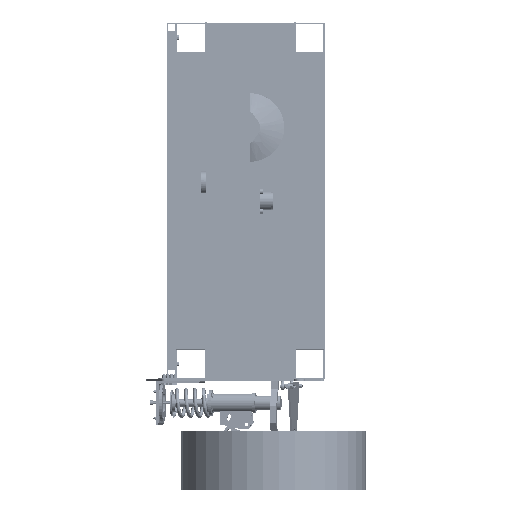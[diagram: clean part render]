
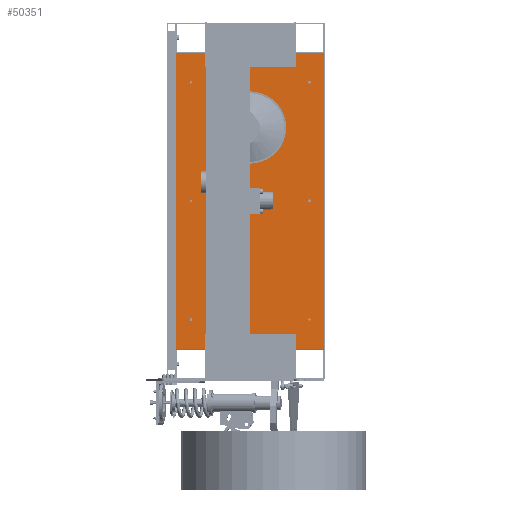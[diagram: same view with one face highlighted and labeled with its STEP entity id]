
A CAD part, left-side view. The second image highlights one B-rep face of the part: STEP entity #50351.
In plain terms, the highlighted face is planar.
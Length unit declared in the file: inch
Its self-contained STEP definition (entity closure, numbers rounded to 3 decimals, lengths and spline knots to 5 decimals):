
#2941=CIRCLE('',#53522,0.47625);
#2943=CIRCLE('',#53525,0.47625);
#2945=CIRCLE('',#53528,0.47625);
#2947=CIRCLE('',#53531,0.47625);
#2949=CIRCLE('',#53534,0.47625);
#2951=CIRCLE('',#53537,0.47625);
#2953=CIRCLE('',#53540,0.47625);
#2955=CIRCLE('',#53543,0.47625);
#2957=CIRCLE('',#53546,0.47625);
#2959=CIRCLE('',#53549,0.47625);
#18414=VERTEX_POINT('',#80523);
#18415=VERTEX_POINT('',#80524);
#18418=VERTEX_POINT('',#80532);
#18420=VERTEX_POINT('',#80538);
#18422=VERTEX_POINT('',#80544);
#18424=VERTEX_POINT('',#80550);
#18426=VERTEX_POINT('',#80556);
#18428=VERTEX_POINT('',#80562);
#18430=VERTEX_POINT('',#80568);
#18432=VERTEX_POINT('',#80574);
#18434=VERTEX_POINT('',#80580);
#18436=VERTEX_POINT('',#80586);
#18438=VERTEX_POINT('',#80595);
#18440=VERTEX_POINT('',#80600);
#18442=VERTEX_POINT('',#80605);
#18444=VERTEX_POINT('',#80610);
#18446=VERTEX_POINT('',#80615);
#18448=VERTEX_POINT('',#80620);
#18450=VERTEX_POINT('',#80625);
#18452=VERTEX_POINT('',#80630);
#18454=VERTEX_POINT('',#80635);
#18456=VERTEX_POINT('',#80640);
#21748=VECTOR('',#61922,1.);
#21752=VECTOR('',#61927,1.);
#21755=VECTOR('',#61931,1.);
#21758=VECTOR('',#61935,1.);
#21761=VECTOR('',#61939,1.);
#21764=VECTOR('',#61943,1.);
#21767=VECTOR('',#61947,1.);
#21770=VECTOR('',#61951,1.);
#21773=VECTOR('',#61955,1.);
#21776=VECTOR('',#61959,1.);
#21779=VECTOR('',#61963,1.);
#21782=VECTOR('',#61967,1.);
#25015=LINE('',#80522,#21748);
#25019=LINE('',#80531,#21752);
#25022=LINE('',#80537,#21755);
#25025=LINE('',#80543,#21758);
#25028=LINE('',#80549,#21761);
#25031=LINE('',#80555,#21764);
#25034=LINE('',#80561,#21767);
#25037=LINE('',#80567,#21770);
#25040=LINE('',#80573,#21773);
#25043=LINE('',#80579,#21776);
#25046=LINE('',#80585,#21779);
#25049=LINE('',#80591,#21782);
#30320=EDGE_CURVE('',#18414,#18415,#25015,.T.);
#30324=EDGE_CURVE('',#18415,#18418,#25019,.T.);
#30327=EDGE_CURVE('',#18418,#18420,#25022,.T.);
#30330=EDGE_CURVE('',#18420,#18422,#25025,.T.);
#30333=EDGE_CURVE('',#18422,#18424,#25028,.T.);
#30336=EDGE_CURVE('',#18424,#18426,#25031,.T.);
#30339=EDGE_CURVE('',#18426,#18428,#25034,.T.);
#30342=EDGE_CURVE('',#18428,#18430,#25037,.T.);
#30345=EDGE_CURVE('',#18430,#18432,#25040,.T.);
#30348=EDGE_CURVE('',#18432,#18434,#25043,.T.);
#30351=EDGE_CURVE('',#18434,#18436,#25046,.T.);
#30354=EDGE_CURVE('',#18436,#18414,#25049,.T.);
#30356=EDGE_CURVE('',#18438,#18438,#2941,.T.);
#30358=EDGE_CURVE('',#18440,#18440,#2943,.T.);
#30360=EDGE_CURVE('',#18442,#18442,#2945,.T.);
#30362=EDGE_CURVE('',#18444,#18444,#2947,.T.);
#30364=EDGE_CURVE('',#18446,#18446,#2949,.T.);
#30366=EDGE_CURVE('',#18448,#18448,#2951,.T.);
#30368=EDGE_CURVE('',#18450,#18450,#2953,.T.);
#30370=EDGE_CURVE('',#18452,#18452,#2955,.T.);
#30372=EDGE_CURVE('',#18454,#18454,#2957,.T.);
#30374=EDGE_CURVE('',#18456,#18456,#2959,.T.);
#40915=ORIENTED_EDGE('',*,*,#30374,.F.);
#40916=ORIENTED_EDGE('',*,*,#30372,.F.);
#40917=ORIENTED_EDGE('',*,*,#30370,.F.);
#40918=ORIENTED_EDGE('',*,*,#30368,.F.);
#40919=ORIENTED_EDGE('',*,*,#30366,.F.);
#40920=ORIENTED_EDGE('',*,*,#30364,.F.);
#40921=ORIENTED_EDGE('',*,*,#30362,.F.);
#40922=ORIENTED_EDGE('',*,*,#30360,.F.);
#40923=ORIENTED_EDGE('',*,*,#30358,.F.);
#40924=ORIENTED_EDGE('',*,*,#30356,.F.);
#40925=ORIENTED_EDGE('',*,*,#30320,.F.);
#40926=ORIENTED_EDGE('',*,*,#30354,.F.);
#40927=ORIENTED_EDGE('',*,*,#30351,.F.);
#40928=ORIENTED_EDGE('',*,*,#30348,.F.);
#40929=ORIENTED_EDGE('',*,*,#30345,.F.);
#40930=ORIENTED_EDGE('',*,*,#30342,.F.);
#40931=ORIENTED_EDGE('',*,*,#30339,.F.);
#40932=ORIENTED_EDGE('',*,*,#30336,.F.);
#40933=ORIENTED_EDGE('',*,*,#30333,.F.);
#40934=ORIENTED_EDGE('',*,*,#30330,.F.);
#40935=ORIENTED_EDGE('',*,*,#30327,.F.);
#40936=ORIENTED_EDGE('',*,*,#30324,.F.);
#44675=EDGE_LOOP('',(#40915));
#44676=EDGE_LOOP('',(#40916));
#44677=EDGE_LOOP('',(#40917));
#44678=EDGE_LOOP('',(#40918));
#44679=EDGE_LOOP('',(#40919));
#44680=EDGE_LOOP('',(#40920));
#44681=EDGE_LOOP('',(#40921));
#44682=EDGE_LOOP('',(#40922));
#44683=EDGE_LOOP('',(#40923));
#44684=EDGE_LOOP('',(#40924));
#44685=EDGE_LOOP('',(#40925,#40926,#40927,#40928,#40929,#40930,#40931,#40932,
#40933,#40934,#40935,#40936));
#47916=FACE_BOUND('',#44675,.T.);
#47917=FACE_BOUND('',#44676,.T.);
#47918=FACE_BOUND('',#44677,.T.);
#47919=FACE_BOUND('',#44678,.T.);
#47920=FACE_BOUND('',#44679,.T.);
#47921=FACE_BOUND('',#44680,.T.);
#47922=FACE_BOUND('',#44681,.T.);
#47923=FACE_BOUND('',#44682,.T.);
#47924=FACE_BOUND('',#44683,.T.);
#47925=FACE_BOUND('',#44684,.T.);
#47926=FACE_BOUND('',#44685,.T.);
#50351=ADVANCED_FACE('',(#47916,#47917,#47918,#47919,#47920,#47921,#47922,
#47923,#47924,#47925,#47926),#83166,.T.);
#53522=AXIS2_PLACEMENT_3D('',#80594,#61971,#61972);
#53525=AXIS2_PLACEMENT_3D('',#80599,#61977,#61978);
#53528=AXIS2_PLACEMENT_3D('',#80604,#61983,#61984);
#53531=AXIS2_PLACEMENT_3D('',#80609,#61989,#61990);
#53534=AXIS2_PLACEMENT_3D('',#80614,#61995,#61996);
#53537=AXIS2_PLACEMENT_3D('',#80619,#62001,#62002);
#53540=AXIS2_PLACEMENT_3D('',#80624,#62007,#62008);
#53543=AXIS2_PLACEMENT_3D('',#80629,#62013,#62014);
#53546=AXIS2_PLACEMENT_3D('',#80634,#62019,#62020);
#53549=AXIS2_PLACEMENT_3D('',#80639,#62025,#62026);
#53551=AXIS2_PLACEMENT_3D('',#80643,#62029,$);
#61922=DIRECTION('',(0.,0.,1.));
#61927=DIRECTION('',(0.,1.,0.));
#61931=DIRECTION('',(0.,0.,-1.));
#61935=DIRECTION('',(0.,1.,0.));
#61939=DIRECTION('',(0.,0.,-1.));
#61943=DIRECTION('',(0.,-1.,0.));
#61947=DIRECTION('',(0.,0.,-1.));
#61951=DIRECTION('',(0.,-1.,0.));
#61955=DIRECTION('',(0.,0.,1.));
#61959=DIRECTION('',(0.,-1.,0.));
#61963=DIRECTION('',(0.,0.,1.));
#61967=DIRECTION('',(0.,1.,0.));
#61971=DIRECTION('',(1.,0.,0.));
#61972=DIRECTION('',(0.,0.,-0.476));
#61977=DIRECTION('',(1.,0.,0.));
#61978=DIRECTION('',(0.,0.,-0.476));
#61983=DIRECTION('',(1.,0.,0.));
#61984=DIRECTION('',(0.,0.,-0.476));
#61989=DIRECTION('',(1.,0.,0.));
#61990=DIRECTION('',(0.,0.,-0.476));
#61995=DIRECTION('',(1.,0.,0.));
#61996=DIRECTION('',(0.,0.,-0.476));
#62001=DIRECTION('',(1.,0.,0.));
#62002=DIRECTION('',(0.,0.,-0.476));
#62007=DIRECTION('',(1.,0.,0.));
#62008=DIRECTION('',(0.,0.,-0.476));
#62013=DIRECTION('',(1.,0.,0.));
#62014=DIRECTION('',(0.,0.,-0.476));
#62019=DIRECTION('',(1.,0.,0.));
#62020=DIRECTION('',(0.,0.,-0.476));
#62025=DIRECTION('',(1.,0.,0.));
#62026=DIRECTION('',(0.,0.,-0.476));
#62029=DIRECTION('',(1.,0.,0.));
#80522=CARTESIAN_POINT('',(0.254,9.8425,0.));
#80523=CARTESIAN_POINT('',(0.254,9.8425,0.));
#80524=CARTESIAN_POINT('',(0.254,9.8425,9.8425));
#80531=CARTESIAN_POINT('',(0.254,9.8425,9.8425));
#80532=CARTESIAN_POINT('',(0.254,40.9575,9.8425));
#80537=CARTESIAN_POINT('',(0.254,40.9575,9.8425));
#80538=CARTESIAN_POINT('',(0.254,40.9575,0.));
#80543=CARTESIAN_POINT('',(0.254,40.9575,0.));
#80544=CARTESIAN_POINT('',(0.254,50.8,0.));
#80549=CARTESIAN_POINT('',(0.254,50.8,0.));
#80550=CARTESIAN_POINT('',(0.254,50.8,-102.235));
#80555=CARTESIAN_POINT('',(0.254,50.8,-102.235));
#80556=CARTESIAN_POINT('',(0.254,40.9575,-102.235));
#80561=CARTESIAN_POINT('',(0.254,40.9575,-102.235));
#80562=CARTESIAN_POINT('',(0.254,40.9575,-112.0775));
#80567=CARTESIAN_POINT('',(0.254,40.9575,-112.0775));
#80568=CARTESIAN_POINT('',(0.254,9.8425,-112.0775));
#80573=CARTESIAN_POINT('',(0.254,9.8425,-112.0775));
#80574=CARTESIAN_POINT('',(0.254,9.8425,-102.235));
#80579=CARTESIAN_POINT('',(0.254,9.8425,-102.235));
#80580=CARTESIAN_POINT('',(0.254,0.,-102.235));
#80585=CARTESIAN_POINT('',(0.254,0.,-102.235));
#80586=CARTESIAN_POINT('',(0.254,0.,0.));
#80591=CARTESIAN_POINT('',(0.254,0.,0.));
#80594=CARTESIAN_POINT('',(0.254,20.32,4.7625));
#80595=CARTESIAN_POINT('',(0.254,20.32,4.28625));
#80599=CARTESIAN_POINT('',(0.254,30.48,-106.9975));
#80600=CARTESIAN_POINT('',(0.254,30.48,-107.47375));
#80604=CARTESIAN_POINT('',(0.254,20.32,-106.9975));
#80605=CARTESIAN_POINT('',(0.254,20.32,-107.47375));
#80609=CARTESIAN_POINT('',(0.254,5.08,-91.7575));
#80610=CARTESIAN_POINT('',(0.254,5.08,-92.23375));
#80614=CARTESIAN_POINT('',(0.254,5.08,-51.1175));
#80615=CARTESIAN_POINT('',(0.254,5.08,-51.59375));
#80619=CARTESIAN_POINT('',(0.254,5.08,-10.4775));
#80620=CARTESIAN_POINT('',(0.254,5.08,-10.95375));
#80624=CARTESIAN_POINT('',(0.254,45.72,-10.4775));
#80625=CARTESIAN_POINT('',(0.254,45.72,-10.95375));
#80629=CARTESIAN_POINT('',(0.254,45.72,-91.7575));
#80630=CARTESIAN_POINT('',(0.254,45.72,-92.23375));
#80634=CARTESIAN_POINT('',(0.254,45.72,-51.1175));
#80635=CARTESIAN_POINT('',(0.254,45.72,-51.59375));
#80639=CARTESIAN_POINT('',(0.254,30.48,4.7625));
#80640=CARTESIAN_POINT('',(0.254,30.48,4.28625));
#80643=CARTESIAN_POINT('',(0.254,25.4,-51.1175));
#83166=PLANE('',#53551);
